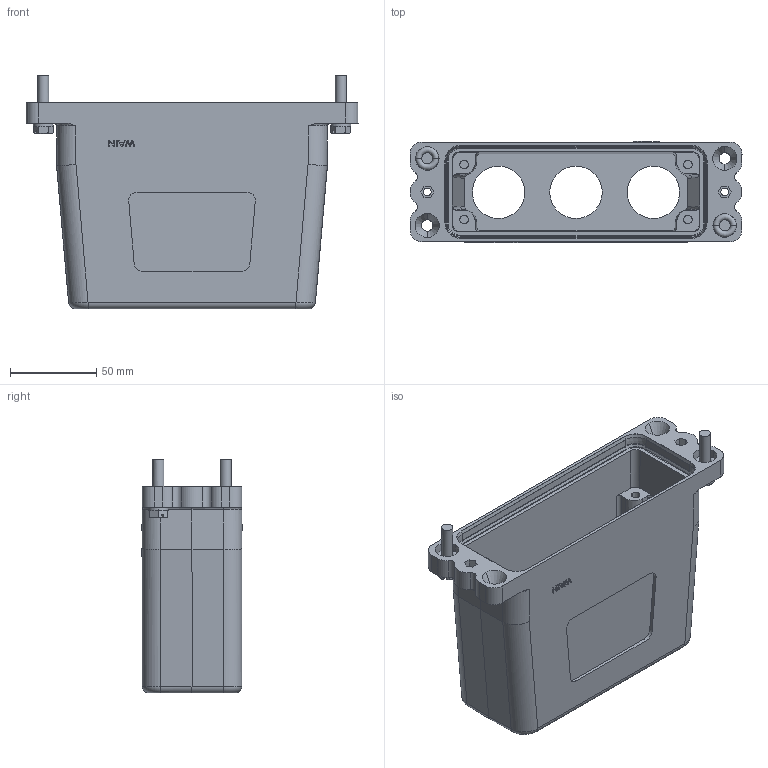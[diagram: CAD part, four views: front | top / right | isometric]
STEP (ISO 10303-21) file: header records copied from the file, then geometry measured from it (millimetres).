
FILE_DESCRIPTION(/* description */ (''),/* implementation_level */ '2;1');
FILE_NAME(/* name */ '3D_1136244305137_HP24B_HE-TEHH-4S-3M32_V1.0stp.stp',/* time_stamp */ '2024-04-02T09:26:05+08:00',/* author */ (''),/* organization */ (''),/* preprocessor_version */ 'ST-DEVELOPER v18.1',/* originating_system */ 'SIEMENS PLM Software NX 1980',/* authorisation */ '');
FILE_SCHEMA (('AUTOMOTIVE_DESIGN { 1 0 10303 214 3 1 1 1 }'));
Length unit declared in the file: millimetre
Products named in the file (1): 3D_1136244305139_HP24B_HE-TEHH-4S-4M25_V1.1_stp
Bounding box: 193 x 59 x 136 mm (x, y, z)
Volume: 347694.6 mm3; surface area: 112725.7 mm2
Topology: 5 solids, 5 shells, 409 faces, 1027 edges, 650 vertices
Faces by surface type: plane 213, cylinder 109, cone 40, torus 39, extrusion 4, bspline 4
Full cylindrical faces by diameter (mm): 6.419 x1, 6.423 x1, 30.5 x3
Entity records: 13352 total; most frequent: CARTESIAN_POINT 3468, ORIENTED_EDGE 2040, DIRECTION 1792, EDGE_CURVE 1020, AXIS2_PLACEMENT_3D 678, VERTEX_POINT 648, EDGE_LOOP 458, VECTOR 436
